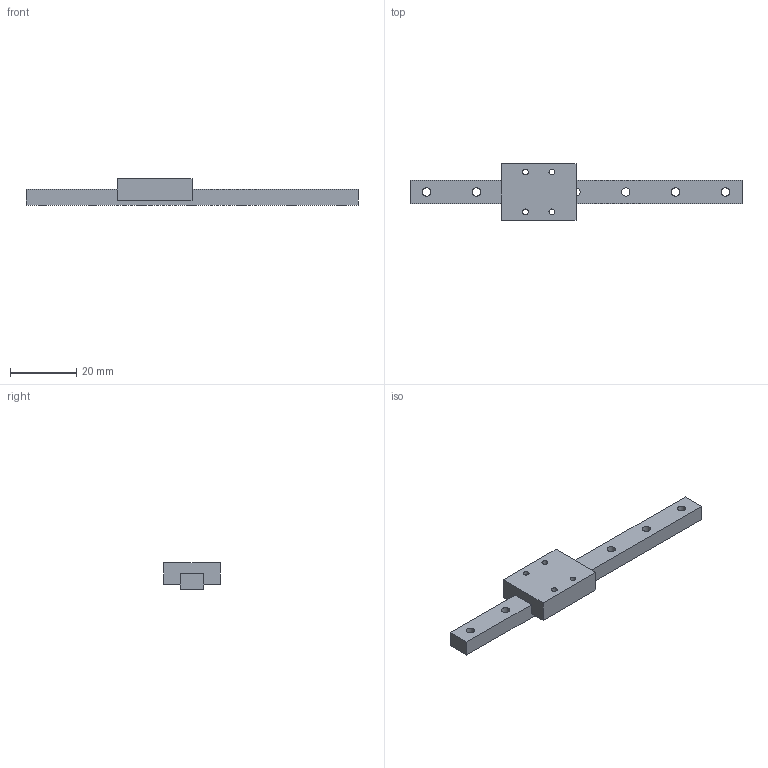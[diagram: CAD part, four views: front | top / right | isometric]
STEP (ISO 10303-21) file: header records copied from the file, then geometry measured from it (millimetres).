
FILE_DESCRIPTION(/* description */ (''),/* implementation_level */ '2;1');
FILE_NAME(/* name */ 'Linear Guide Rails_v2.step',/* time_stamp */ '2025-04-08T13:44:38-04:00',/* author */ (''),/* organization */ (''),/* preprocessor_version */ 'ST-DEVELOPER v20.1',/* originating_system */ 'Autodesk Translation Framework v14.4.0.0',/* authorisation */ '');
FILE_SCHEMA (('AUTOMOTIVE_DESIGN { 1 0 10303 214 3 1 1 }'));
Length unit declared in the file: millimetre
Products named in the file (3): Linear Guide Rails; Component1; Component2
Assembly tree (2 placements, depth 2):
  Linear Guide Rails
    Component1
    Component2
Bounding box: 100 x 17 x 8 mm (x, y, z)
Volume: 5093.8 mm3; surface area: 4129.5 mm2
Topology: 2 solids, 2 shells, 27 faces, 69 edges, 46 vertices
Faces by surface type: plane 16, cylinder 11
Full cylindrical faces by diameter (mm): 1.769 x4, 2.529 x7
Entity records: 954 total; most frequent: DIRECTION 155, CARTESIAN_POINT 147, ORIENTED_EDGE 138, EDGE_CURVE 69, AXIS2_PLACEMENT_3D 54, EDGE_LOOP 49, LINE 47, VECTOR 47
